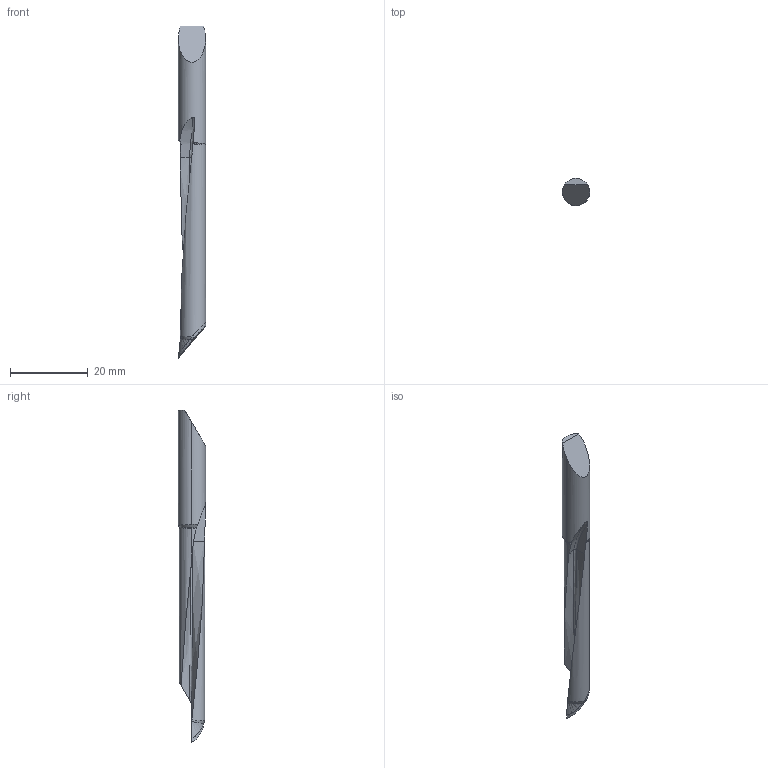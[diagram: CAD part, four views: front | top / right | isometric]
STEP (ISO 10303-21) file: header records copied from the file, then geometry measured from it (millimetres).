
FILE_DESCRIPTION(/* description */ (''),/* implementation_level */ '2;1');
FILE_NAME(/* name */ '1606998632887.stp',/* time_stamp */ '2020-12-03T18:00:47+06:00',/* author */ (''),/* organization */ ('SMS'),/* preprocessor_version */ 'ST-DEVELOPER v16.7',/* originating_system */ 'SIEMENS PLM Software NX 12.0',/* authorisation */ '');
FILE_SCHEMA (('AUTOMOTIVE_DESIGN { 1 0 10303 214 3 1 1 1 }'));
Length unit declared in the file: millimetre
Products named in the file (1): 203279174mod000_00
Bounding box: 7 x 7 x 85.5 mm (x, y, z)
Volume: 2255 mm3; surface area: 1825.8 mm2
Topology: 2 solids, 2 shells, 37 faces, 96 edges, 66 vertices
Faces by surface type: bspline 12, plane 11, cylinder 8, torus 4, cone 2
Entity records: 1738 total; most frequent: CARTESIAN_POINT 919, ORIENTED_EDGE 190, DIRECTION 114, EDGE_CURVE 95, VERTEX_POINT 62, AXIS2_PLACEMENT_3D 47, B_SPLINE_CURVE_WITH_KNOTS 45, ADVANCED_FACE 37
